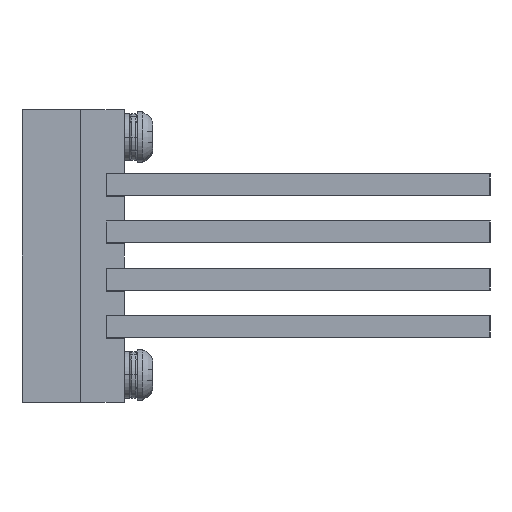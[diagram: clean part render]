
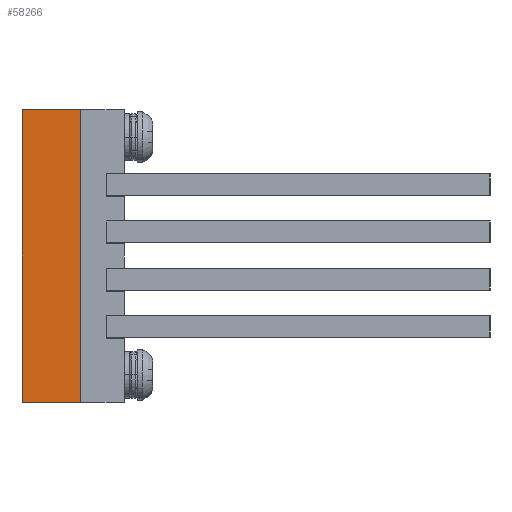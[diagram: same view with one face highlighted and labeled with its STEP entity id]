
A CAD part, left-side view. The second image highlights one B-rep face of the part: STEP entity #58266.
In plain terms, the highlighted planar face has unit normal (-1, 0, 0).
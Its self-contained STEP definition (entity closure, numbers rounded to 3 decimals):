
#58258=AXIS2_PLACEMENT_3D('Plane Axis2P3D',#58255,#58256,#58257) ;
#56564=CARTESIAN_POINT('Line Origine',(-166.,10.,354.)) ;
#56568=CARTESIAN_POINT('Vertex',(-166.,10.,314.)) ;
#56570=CARTESIAN_POINT('Vertex',(-166.,10.,394.)) ;
#58108=CARTESIAN_POINT('Vertex',(-166.,-6.,314.)) ;
#58124=CARTESIAN_POINT('Vertex',(-166.,-6.,394.)) ;
#58127=CARTESIAN_POINT('Line Origine',(-166.,-6.,354.)) ;
#58213=CARTESIAN_POINT('Line Origine',(-166.,2.,314.)) ;
#58239=CARTESIAN_POINT('Line Origine',(-166.,2.,394.)) ;
#58255=CARTESIAN_POINT('Axis2P3D Location',(-166.,-6.,314.)) ;
#56565=DIRECTION('Vector Direction',(0.,0.,1.)) ;
#58128=DIRECTION('Vector Direction',(0.,0.,1.)) ;
#58214=DIRECTION('Vector Direction',(0.,-1.,0.)) ;
#58240=DIRECTION('Vector Direction',(0.,1.,0.)) ;
#58256=DIRECTION('Axis2P3D Direction',(-1.,0.,0.)) ;
#58257=DIRECTION('Axis2P3D XDirection',(0.,-1.,0.)) ;
#56566=VECTOR('Line Direction',#56565,1.) ;
#58129=VECTOR('Line Direction',#58128,1.) ;
#58215=VECTOR('Line Direction',#58214,1.) ;
#58241=VECTOR('Line Direction',#58240,1.) ;
#58261=ORIENTED_EDGE('',*,*,#58131,.T.) ;
#58262=ORIENTED_EDGE('',*,*,#58243,.T.) ;
#58263=ORIENTED_EDGE('',*,*,#56572,.F.) ;
#58264=ORIENTED_EDGE('',*,*,#58217,.T.) ;
#58266=ADVANCED_FACE('RB2892001_1PA_001_02_N3_ADAPTER_PLATE_FIXED.4\\PartBody',(#58265),#58259,.T.) ;
#56572=EDGE_CURVE('',#56569,#56571,#56567,.T.) ;
#58131=EDGE_CURVE('',#58109,#58125,#58130,.T.) ;
#58217=EDGE_CURVE('',#56569,#58109,#58216,.T.) ;
#58243=EDGE_CURVE('',#58125,#56571,#58242,.T.) ;
#58260=EDGE_LOOP('',(#58261,#58262,#58263,#58264)) ;
#58265=FACE_OUTER_BOUND('',#58260,.T.) ;
#56567=LINE('Line',#56564,#56566) ;
#58130=LINE('Line',#58127,#58129) ;
#58216=LINE('Line',#58213,#58215) ;
#58242=LINE('Line',#58239,#58241) ;
#58259=PLANE('',#58258) ;
#56569=VERTEX_POINT('',#56568) ;
#56571=VERTEX_POINT('',#56570) ;
#58109=VERTEX_POINT('',#58108) ;
#58125=VERTEX_POINT('',#58124) ;
